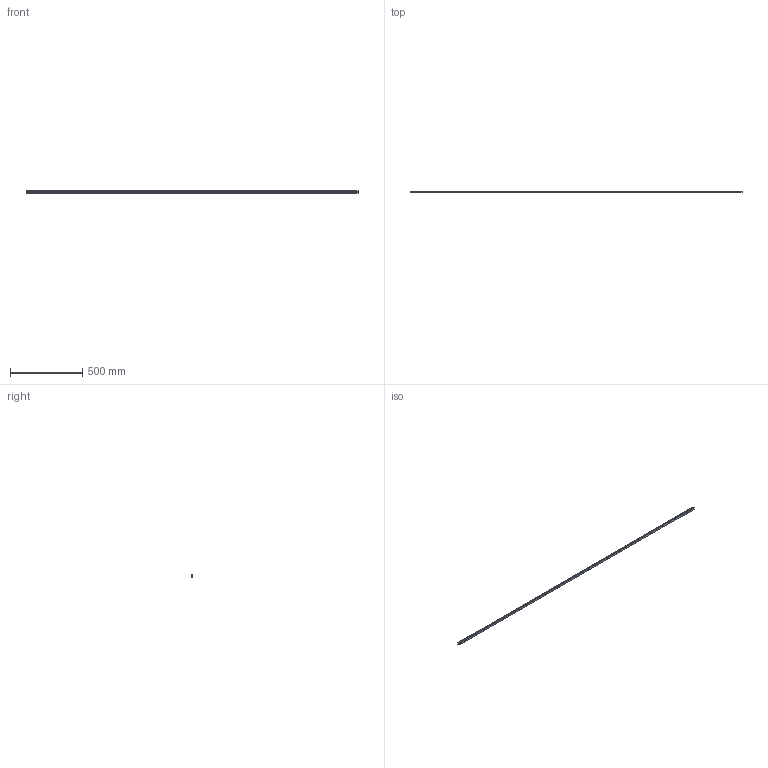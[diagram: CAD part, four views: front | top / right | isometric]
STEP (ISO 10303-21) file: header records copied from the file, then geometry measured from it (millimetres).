
FILE_DESCRIPTION (( 'STEP AP214' ), '1' );
FILE_NAME ('SHS15 2290L G5.STEP', '2021-06-11T09:58:06', ( '' ), ( '' ), 'SwSTEP 2.0', 'SolidWorks 2021', '' );
FILE_SCHEMA (( 'AUTOMOTIVE_DESIGN' ));
Length unit declared in the file: millimetre
Products named in the file (2): SHS15 2290L G5; _SHS15C22905 Track
Assembly tree (1 placements, depth 2):
  SHS15 2290L G5
    _SHS15C22905 Track
Bounding box: 2290 x 13 x 15 mm (x, y, z)
Volume: 370043.3 mm3; surface area: 137814.6 mm2
Topology: 1 solids, 1 shells, 240 faces, 597 edges, 398 vertices
Faces by surface type: cylinder 179, plane 61
Entity records: 7561 total; most frequent: DIRECTION 1443, CARTESIAN_POINT 1239, ORIENTED_EDGE 1194, AXIS2_PLACEMENT_3D 602, EDGE_CURVE 597, VERTEX_POINT 398, CIRCLE 358, EDGE_LOOP 357
